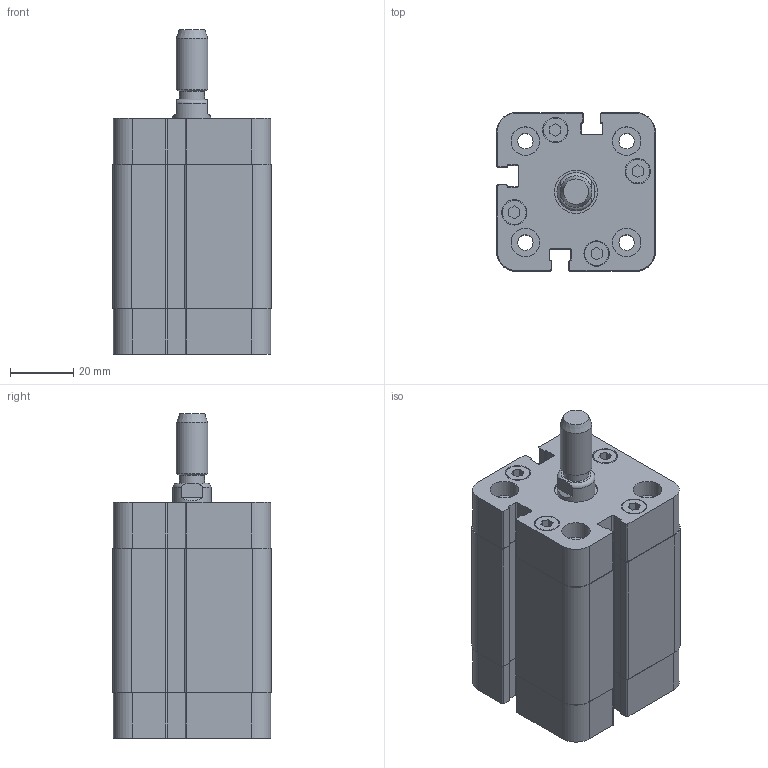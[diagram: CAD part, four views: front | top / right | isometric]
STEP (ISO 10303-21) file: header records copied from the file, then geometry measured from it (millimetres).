
FILE_DESCRIPTION(/* description */ (''),/* implementation_level */ '2;1');
FILE_NAME(/* name */ 'dmu-32-1000-m.stp',/* time_stamp */ '2015-11-11T11:20:21+01:00',/* author */ (''),/* organization */ (''),/* preprocessor_version */ 'ST-DEVELOPER v15.2',/* originating_system */ 'Autodesk Translator Framework v2.0.0.5431',/* authorisation */ '');
FILE_SCHEMA (('AUTOMOTIVE_DESIGN { 1 0 10303 214 3 1 1 }'));
Length unit declared in the file: centimetre
Products named in the file (1): (Unsaved)
Bounding box: 50.1 x 50.1 x 102.5 mm (x, y, z)
Volume: 166887.8 mm3; surface area: 30671.4 mm2
Topology: 1 solids, 1 shells, 1104 faces, 3034 edges, 1995 vertices
Faces by surface type: bspline 641, plane 341, cylinder 119, cone 2, torus 1
Full cylindrical faces by diameter (mm): 4.917 x4, 6 x1, 7.5 x8, 7.9 x1, 8 x8, 8.566 x2, 9 x8, 10 x1, 12 x1, 13.6 x1
Entity records: 40630 total; most frequent: CARTESIAN_POINT 16925, ORIENTED_EDGE 6028, EDGE_CURVE 2994, DIRECTION 2873, VERTEX_POINT 1993, LINE 1459, VECTOR 1459, B_SPLINE_CURVE_WITH_KNOTS 1292
